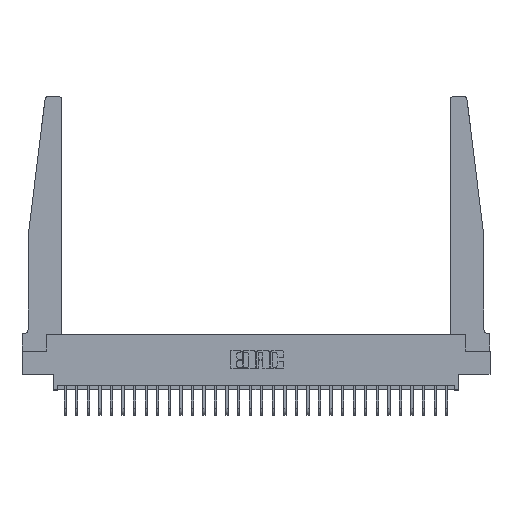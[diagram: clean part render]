
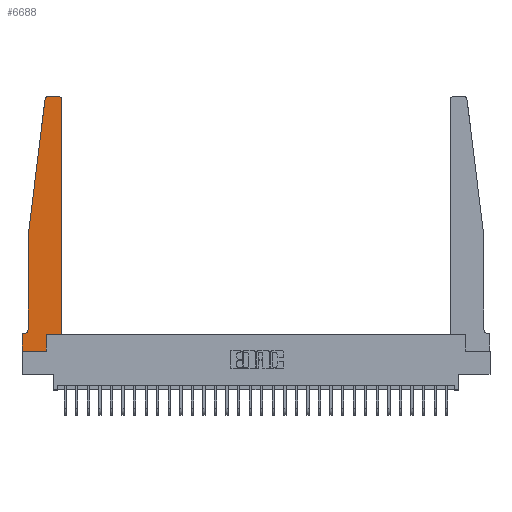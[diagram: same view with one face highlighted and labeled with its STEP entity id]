
A CAD part, top view. The second image highlights one B-rep face of the part: STEP entity #6688.
In plain terms, the highlighted planar face has unit normal (0, 0, 1).
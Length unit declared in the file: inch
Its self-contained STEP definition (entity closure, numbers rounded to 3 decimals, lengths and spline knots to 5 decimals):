
#156 = DIRECTION ( 'NONE',  ( 1., 0., 0. ) ) ;
#513 = EDGE_CURVE ( 'NONE', #25288, #1747, #29331, .T. ) ;
#609 = VERTEX_POINT ( 'NONE', #9094 ) ;
#717 = EDGE_CURVE ( 'NONE', #7654, #11757, #8641, .T. ) ;
#1303 = EDGE_CURVE ( 'NONE', #9673, #20857, #14745, .T. ) ;
#1747 = VERTEX_POINT ( 'NONE', #6862 ) ;
#2075 = ORIENTED_EDGE ( 'NONE', *, *, #17149, .T. ) ;
#2386 = CARTESIAN_POINT ( 'NONE',  ( 0., 0., 0.37 ) ) ;
#3483 = CARTESIAN_POINT ( 'NONE',  ( 0.425, 0.18, 0.37 ) ) ;
#4201 = CARTESIAN_POINT ( 'NONE',  ( 0.015, 0.2375, 0.37 ) ) ;
#4404 = DIRECTION ( 'NONE',  ( 1., 0., 0. ) ) ;
#4667 = EDGE_CURVE ( 'NONE', #1747, #7654, #23503, .T. ) ;
#4821 = AXIS2_PLACEMENT_3D ( 'NONE', #25980, #7700, #23742 ) ;
#5041 = CARTESIAN_POINT ( 'NONE',  ( 0.015, 0.1875, 0.37 ) ) ;
#5632 = CARTESIAN_POINT ( 'NONE',  ( 0.065, 0.1875, 0.37 ) ) ;
#6132 = DIRECTION ( 'NONE',  ( 0., 1., 0. ) ) ;
#6535 = ORIENTED_EDGE ( 'NONE', *, *, #24388, .T. ) ;
#6601 = ORIENTED_EDGE ( 'NONE', *, *, #12283, .T. ) ;
#6619 = CARTESIAN_POINT ( 'NONE',  ( 0.2605, 0.18, 0.37 ) ) ;
#6688 = ADVANCED_FACE ( 'NONE', ( #8861 ), #12450, .T. ) ;
#6809 = ORIENTED_EDGE ( 'NONE', *, *, #22676, .T. ) ;
#6862 = CARTESIAN_POINT ( 'NONE',  ( 0.065, 1.25, 0.37 ) ) ;
#6923 = DIRECTION ( 'NONE',  ( 0., 0., 1. ) ) ;
#7654 = VERTEX_POINT ( 'NONE', #24170 ) ;
#7666 = CARTESIAN_POINT ( 'NONE',  ( 0.24675, 2.72367, 0.37 ) ) ;
#7674 = VECTOR ( 'NONE', #14930, 39.37008 ) ;
#7700 = DIRECTION ( 'NONE',  ( 0., 0., 1. ) ) ;
#7910 = CARTESIAN_POINT ( 'NONE',  ( 0.25, 2.75, 0.37 ) ) ;
#7933 = CARTESIAN_POINT ( 'NONE',  ( 0.425, 2.72, 0.37 ) ) ;
#8147 = CIRCLE ( 'NONE', #26470, 0.03 ) ;
#8425 = ORIENTED_EDGE ( 'NONE', *, *, #15237, .T. ) ;
#8641 = CIRCLE ( 'NONE', #9850, 0.05 ) ;
#8861 = FACE_OUTER_BOUND ( 'NONE', #20023, .T. ) ;
#9094 = CARTESIAN_POINT ( 'NONE',  ( 0.395, 2.75, 0.37 ) ) ;
#9280 = ORIENTED_EDGE ( 'NONE', *, *, #717, .T. ) ;
#9375 = VECTOR ( 'NONE', #13836, 39.37008 ) ;
#9382 = CARTESIAN_POINT ( 'NONE',  ( 0.065, 1.25, 0.37 ) ) ;
#9673 = VERTEX_POINT ( 'NONE', #19474 ) ;
#9850 = AXIS2_PLACEMENT_3D ( 'NONE', #4201, #11175, #20471 ) ;
#9966 = ORIENTED_EDGE ( 'NONE', *, *, #17372, .T. ) ;
#10241 = CARTESIAN_POINT ( 'NONE',  ( 0.425, 0.18, 0.37 ) ) ;
#10643 = EDGE_CURVE ( 'NONE', #609, #24250, #16310, .T. ) ;
#11175 = DIRECTION ( 'NONE',  ( 0., 0., -1. ) ) ;
#11238 = DIRECTION ( 'NONE',  ( 0., 1., 0. ) ) ;
#11757 = VERTEX_POINT ( 'NONE', #5041 ) ;
#11766 = ORIENTED_EDGE ( 'NONE', *, *, #10643, .T. ) ;
#12097 = LINE ( 'NONE', #3483, #13822 ) ;
#12283 = EDGE_CURVE ( 'NONE', #20857, #20326, #23145, .T. ) ;
#12450 = PLANE ( 'NONE',  #26343 ) ;
#13007 = CARTESIAN_POINT ( 'NONE',  ( 0., 0., 0.37 ) ) ;
#13031 = EDGE_CURVE ( 'NONE', #20326, #24015, #23819, .T. ) ;
#13822 = VECTOR ( 'NONE', #6132, 39.37008 ) ;
#13836 = DIRECTION ( 'NONE',  ( -0.122, -0.992, 0. ) ) ;
#14386 = DIRECTION ( 'NONE',  ( 1., 0., 0. ) ) ;
#14485 = DIRECTION ( 'NONE',  ( 1., 0., 0. ) ) ;
#14745 = LINE ( 'NONE', #13007, #25675 ) ;
#14866 = ORIENTED_EDGE ( 'NONE', *, *, #4667, .T. ) ;
#14930 = DIRECTION ( 'NONE',  ( -1., 0., 0. ) ) ;
#15237 = EDGE_CURVE ( 'NONE', #11757, #25558, #17498, .T. ) ;
#16310 = LINE ( 'NONE', #7910, #29399 ) ;
#17149 = EDGE_CURVE ( 'NONE', #24015, #29896, #12097, .T. ) ;
#17372 = EDGE_CURVE ( 'NONE', #25558, #9673, #21225, .T. ) ;
#17439 = ORIENTED_EDGE ( 'NONE', *, *, #13031, .T. ) ;
#17498 = LINE ( 'NONE', #5632, #7674 ) ;
#18025 = VECTOR ( 'NONE', #11238, 39.37008 ) ;
#18371 = DIRECTION ( 'NONE',  ( 0., -1., 0. ) ) ;
#18664 = ORIENTED_EDGE ( 'NONE', *, *, #513, .T. ) ;
#18738 = CARTESIAN_POINT ( 'NONE',  ( 0.2605, 0.18, 0.37 ) ) ;
#18745 = CIRCLE ( 'NONE', #4821, 0.03 ) ;
#18988 = CARTESIAN_POINT ( 'NONE',  ( 0.425, 0.18, 0.37 ) ) ;
#19297 = CARTESIAN_POINT ( 'NONE',  ( 0., 0.1875, 0.37 ) ) ;
#19474 = CARTESIAN_POINT ( 'NONE',  ( 0., 0., 0.37 ) ) ;
#20023 = EDGE_LOOP ( 'NONE', ( #11766, #6535, #18664, #14866, #9280, #8425, #9966, #29058, #6601, #17439, #2075, #6809 ) ) ;
#20326 = VERTEX_POINT ( 'NONE', #18738 ) ;
#20471 = DIRECTION ( 'NONE',  ( -1., 0., 0. ) ) ;
#20857 = VERTEX_POINT ( 'NONE', #23194 ) ;
#21199 = DIRECTION ( 'NONE',  ( 0., -1., 0. ) ) ;
#21225 = LINE ( 'NONE', #2386, #28070 ) ;
#22023 = DIRECTION ( 'NONE',  ( -1., 0., 0. ) ) ;
#22676 = EDGE_CURVE ( 'NONE', #29896, #609, #18745, .T. ) ;
#23145 = LINE ( 'NONE', #6619, #18025 ) ;
#23194 = CARTESIAN_POINT ( 'NONE',  ( 0.2605, 0., 0.37 ) ) ;
#23503 = LINE ( 'NONE', #26154, #26448 ) ;
#23742 = DIRECTION ( 'NONE',  ( 1., 0., 0. ) ) ;
#23819 = LINE ( 'NONE', #18988, #24565 ) ;
#24015 = VERTEX_POINT ( 'NONE', #10241 ) ;
#24170 = CARTESIAN_POINT ( 'NONE',  ( 0.065, 0.2375, 0.37 ) ) ;
#24250 = VERTEX_POINT ( 'NONE', #25097 ) ;
#24388 = EDGE_CURVE ( 'NONE', #24250, #25288, #8147, .T. ) ;
#24565 = VECTOR ( 'NONE', #14386, 39.37008 ) ;
#25097 = CARTESIAN_POINT ( 'NONE',  ( 0.27653, 2.75, 0.37 ) ) ;
#25288 = VERTEX_POINT ( 'NONE', #7666 ) ;
#25490 = CARTESIAN_POINT ( 'NONE',  ( 0.27653, 2.72, 0.37 ) ) ;
#25558 = VERTEX_POINT ( 'NONE', #28310 ) ;
#25675 = VECTOR ( 'NONE', #4404, 39.37008 ) ;
#25980 = CARTESIAN_POINT ( 'NONE',  ( 0.395, 2.72, 0.37 ) ) ;
#26154 = CARTESIAN_POINT ( 'NONE',  ( 0.065, 1.25, 0.37 ) ) ;
#26343 = AXIS2_PLACEMENT_3D ( 'NONE', #19297, #28416, #14485 ) ;
#26448 = VECTOR ( 'NONE', #21199, 39.37008 ) ;
#26470 = AXIS2_PLACEMENT_3D ( 'NONE', #25490, #6923, #156 ) ;
#28070 = VECTOR ( 'NONE', #18371, 39.37008 ) ;
#28310 = CARTESIAN_POINT ( 'NONE',  ( 0., 0.1875, 0.37 ) ) ;
#28416 = DIRECTION ( 'NONE',  ( 0., 0., 1. ) ) ;
#29058 = ORIENTED_EDGE ( 'NONE', *, *, #1303, .T. ) ;
#29331 = LINE ( 'NONE', #9382, #9375 ) ;
#29399 = VECTOR ( 'NONE', #22023, 39.37008 ) ;
#29896 = VERTEX_POINT ( 'NONE', #7933 ) ;
